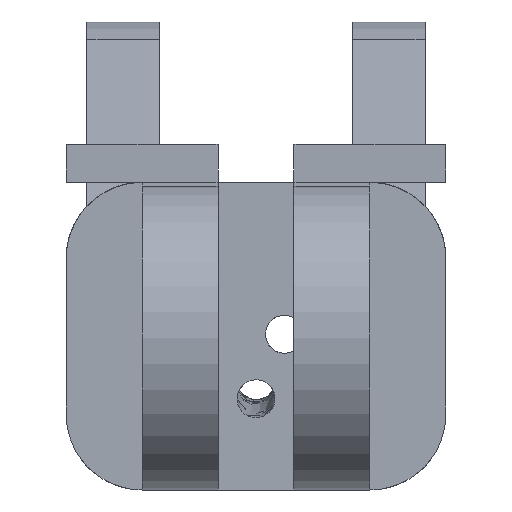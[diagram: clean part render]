
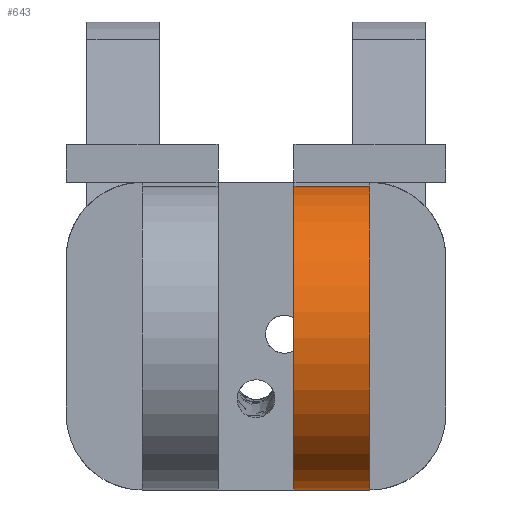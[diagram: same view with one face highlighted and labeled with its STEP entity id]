
A CAD part, front view. The second image highlights one B-rep face of the part: STEP entity #643.
In plain terms, the highlighted cylindrical face has radius 4 mm (diameter 8 mm), a partial arc.
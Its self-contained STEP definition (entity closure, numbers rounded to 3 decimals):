
#325=CARTESIAN_POINT('Vertex',(6.,0.,-4.)) ;
#328=CARTESIAN_POINT('Axis2P3D Location',(6.,0.,0.)) ;
#332=CARTESIAN_POINT('Vertex',(6.,0.,4.)) ;
#383=CARTESIAN_POINT('Line Origine',(7.,0.,4.)) ;
#387=CARTESIAN_POINT('Vertex',(8.,0.,4.)) ;
#407=CARTESIAN_POINT('Axis2P3D Location',(8.,0.,0.)) ;
#411=CARTESIAN_POINT('Vertex',(8.,0.,-4.)) ;
#627=CARTESIAN_POINT('Axis2P3D Location',(2.525,0.,0.)) ;
#632=CARTESIAN_POINT('Line Origine',(5.25,0.,-4.)) ;
#329=DIRECTION('Axis2P3D Direction',(1.,0.,0.)) ;
#384=DIRECTION('Vector Direction',(1.,0.,0.)) ;
#408=DIRECTION('Axis2P3D Direction',(1.,0.,0.)) ;
#628=DIRECTION('Axis2P3D Direction',(1.,0.,0.)) ;
#629=DIRECTION('Axis2P3D XDirection',(-0.,0.,1.)) ;
#633=DIRECTION('Vector Direction',(1.,0.,0.)) ;
#330=AXIS2_PLACEMENT_3D('Circle Axis2P3D',#328,#329,$) ;
#409=AXIS2_PLACEMENT_3D('Circle Axis2P3D',#407,#408,$) ;
#630=AXIS2_PLACEMENT_3D('Cylinder Axis2P3D',#627,#628,#629) ;
#638=ORIENTED_EDGE('',*,*,#636,.T.) ;
#639=ORIENTED_EDGE('',*,*,#413,.F.) ;
#640=ORIENTED_EDGE('',*,*,#389,.F.) ;
#641=ORIENTED_EDGE('',*,*,#334,.T.) ;
#385=VECTOR('Line Direction',#384,1.) ;
#634=VECTOR('Line Direction',#633,1.) ;
#643=ADVANCED_FACE('Corps principal',(#642),#631,.T.) ;
#331=CIRCLE('generated circle',#330,4.) ;
#410=CIRCLE('generated circle',#409,4.) ;
#631=CYLINDRICAL_SURFACE('generated cylinder',#630,4.) ;
#334=EDGE_CURVE('',#333,#326,#331,.T.) ;
#389=EDGE_CURVE('',#333,#388,#386,.T.) ;
#413=EDGE_CURVE('',#388,#412,#410,.T.) ;
#636=EDGE_CURVE('',#326,#412,#635,.T.) ;
#637=EDGE_LOOP('',(#638,#639,#640,#641)) ;
#642=FACE_OUTER_BOUND('',#637,.T.) ;
#386=LINE('Line',#383,#385) ;
#635=LINE('Line',#632,#634) ;
#326=VERTEX_POINT('',#325) ;
#333=VERTEX_POINT('',#332) ;
#388=VERTEX_POINT('',#387) ;
#412=VERTEX_POINT('',#411) ;
